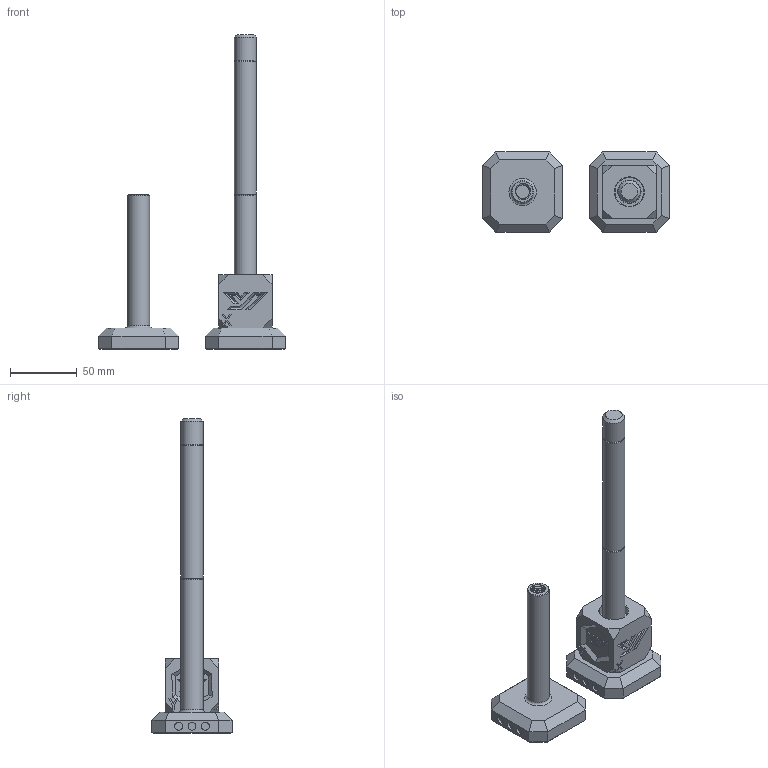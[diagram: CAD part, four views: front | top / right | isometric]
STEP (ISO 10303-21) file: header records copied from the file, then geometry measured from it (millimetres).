
FILE_DESCRIPTION(/* description */ (''),/* implementation_level */ '2;1');
FILE_NAME(/* name */ 'cube_stand.step',/* time_stamp */ '2022-07-02T22:28:16-05:00',/* author */ (''),/* organization */ (''),/* preprocessor_version */ 'ST-DEVELOPER v19',/* originating_system */ 'Autodesk Translation Framework v11.7.0.108',/* authorisation */ '');
FILE_SCHEMA (('AUTOMOTIVE_DESIGN { 1 0 10303 214 3 1 1 }'));
Length unit declared in the file: millimetre
Products named in the file (6): CUBE Stand; Base_Side; Extension; Cap; CUBE; Base_Center
Assembly tree (5 placements, depth 2):
  CUBE Stand
    Base_Side
    Extension
    Cap
    CUBE
    Base_Center
Bounding box: 140 x 60 x 236 mm (x, y, z)
Volume: 216092.3 mm3; surface area: 52243.4 mm2
Topology: 6 solids, 6 shells, 364 faces, 902 edges, 574 vertices
Faces by surface type: plane 253, cylinder 91, bspline 10, cone 8, torus 2
Full cylindrical faces by diameter (mm): 5.9 x9, 9.836 x10, 10.274 x18, 11.834 x10, 12.226 x18, 16.5 x4, 17.5 x1, 21.5 x1
Entity records: 19743 total; most frequent: CARTESIAN_POINT 11243, ORIENTED_EDGE 1804, DIRECTION 1532, EDGE_CURVE 902, LINE 668, VECTOR 668, VERTEX_POINT 574, AXIS2_PLACEMENT_3D 432
